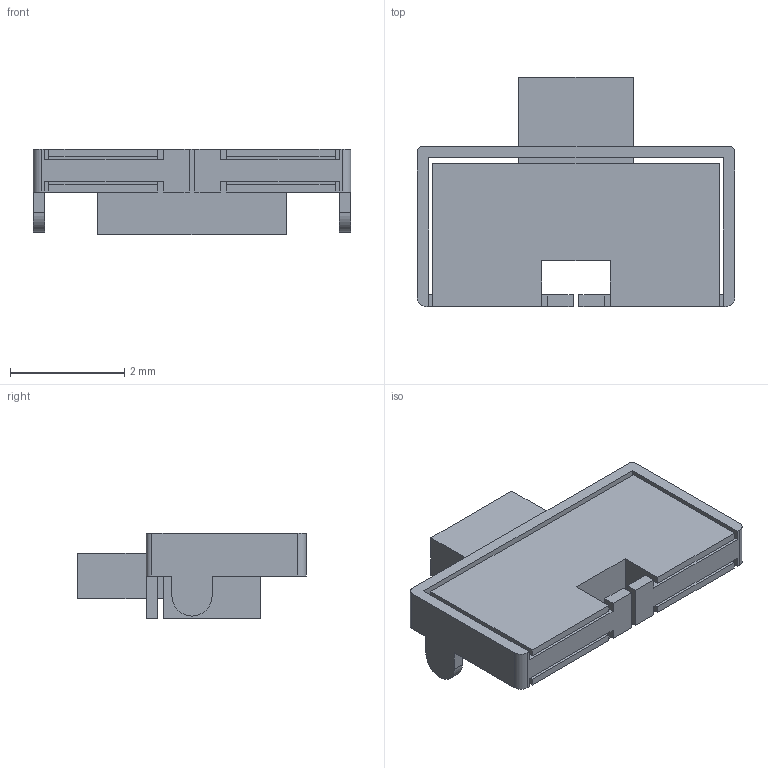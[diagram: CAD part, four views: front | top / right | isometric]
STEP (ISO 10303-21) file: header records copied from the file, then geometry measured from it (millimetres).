
FILE_DESCRIPTION( ( 'Unknown' ), '1' );
FILE_NAME( 'BUTTON_SPST_SMD_WithKey_2x4mm_Sink_Horizontal.step', 'Unknown', ( 'Unknown' ), ( 'Unknown' ), 'PSStep 15.0.49', 'Unknown', ' ' );
FILE_SCHEMA( ( 'AUTOMOTIVE_DESIGN { 1 0 10303 214 1 1 1 1 }' ) );
Length unit declared in the file: millimetre
Products named in the file (2): 1; 2
Bounding box: 5.55 x 4 x 1.5 mm (x, y, z)
Volume: 17.1 mm3; surface area: 84.7 mm2
Topology: 2 solids, 2 shells, 73 faces, 204 edges, 136 vertices
Faces by surface type: plane 67, cylinder 6
Entity records: 2924 total; most frequent: CARTESIAN_POINT 415, ORIENTED_EDGE 408, DIRECTION 366, EDGE_CURVE 204, LINE 192, VECTOR 192, VERTEX_POINT 136, AXIS2_PLACEMENT_3D 87
